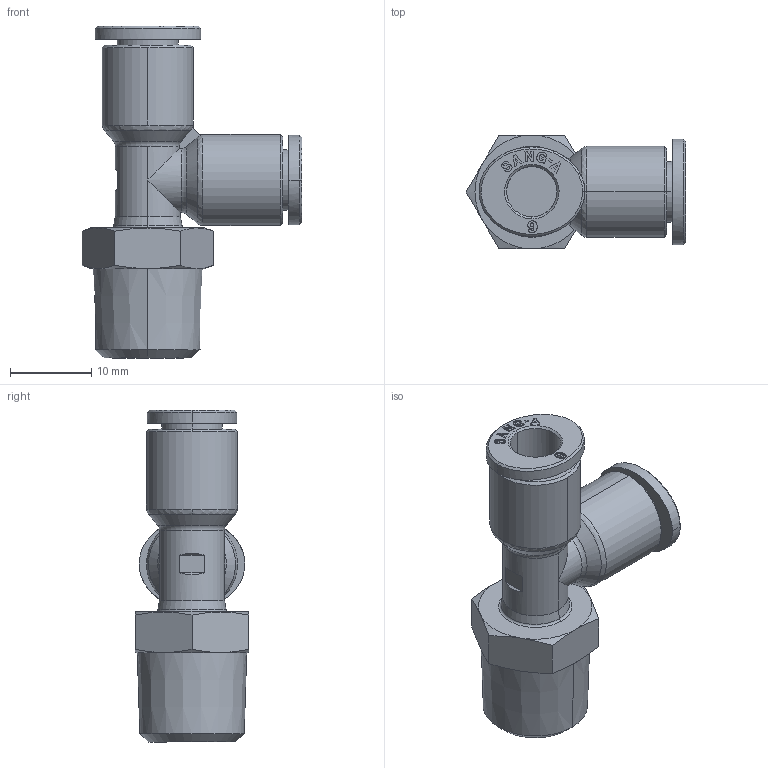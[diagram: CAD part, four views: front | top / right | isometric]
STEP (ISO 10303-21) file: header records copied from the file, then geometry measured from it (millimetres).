
FILE_DESCRIPTION (( 'STEP AP214' ), '1' );
FILE_NAME ('PST06-02.stp', '2015-10-15T09:22:19', ( '' ), ( '' ), 'SwSTEP 2.0', 'SolidWorks 2015', '' );
FILE_SCHEMA (( 'AUTOMOTIVE_DESIGN' ));
Length unit declared in the file: millimetre
Products named in the file (2): ｦ+ﾃｦ1; PST06-02
Assembly tree (1 placements, depth 2):
  PST06-02
    ｦ+ﾃｦ1
Bounding box: 27.03 x 14 x 40.85 mm (x, y, z)
Volume: 4125.3 mm3; surface area: 3501.3 mm2
Topology: 1 solids, 1 shells, 496 faces, 1353 edges, 887 vertices
Faces by surface type: plane 351, bspline 68, cylinder 38, cone 34, torus 5
Entity records: 18636 total; most frequent: CARTESIAN_POINT 5932, ORIENTED_EDGE 2702, DIRECTION 2137, EDGE_CURVE 1351, LINE 1033, VECTOR 1033, VERTEX_POINT 887, AXIS2_PLACEMENT_3D 552
